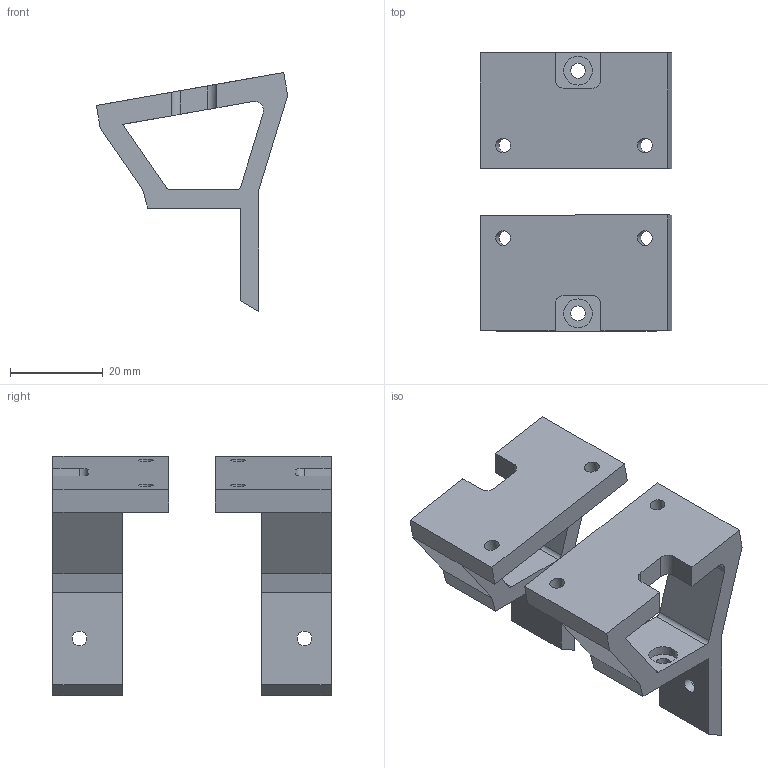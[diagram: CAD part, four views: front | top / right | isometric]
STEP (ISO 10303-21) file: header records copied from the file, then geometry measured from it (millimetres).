
FILE_DESCRIPTION(/* description */ (''),/* implementation_level */ '2;1');
FILE_NAME(/* name */ 'Extrusion_mount.step',/* time_stamp */ '2022-09-01T23:00:09-04:00',/* author */ (''),/* organization */ (''),/* preprocessor_version */ 'ST-DEVELOPER v18.1',/* originating_system */ 'Autodesk Translation Framework v10.14.0.1471',/* authorisation */ '');
FILE_SCHEMA (('AUTOMOTIVE_DESIGN { 1 0 10303 214 3 1 1 }'));
Length unit declared in the file: millimetre
Products named in the file (1): MSU mount
Bounding box: 41.28 x 60 x 51.55 mm (x, y, z)
Volume: 19175.4 mm3; surface area: 11573.1 mm2
Topology: 2 solids, 2 shells, 74 faces, 194 edges, 128 vertices
Faces by surface type: plane 48, cylinder 26
Full cylindrical faces by diameter (mm): 3.2 x8, 6.2 x8
Entity records: 2339 total; most frequent: CARTESIAN_POINT 397, DIRECTION 396, ORIENTED_EDGE 388, EDGE_CURVE 194, LINE 142, VECTOR 142, VERTEX_POINT 128, AXIS2_PLACEMENT_3D 127
